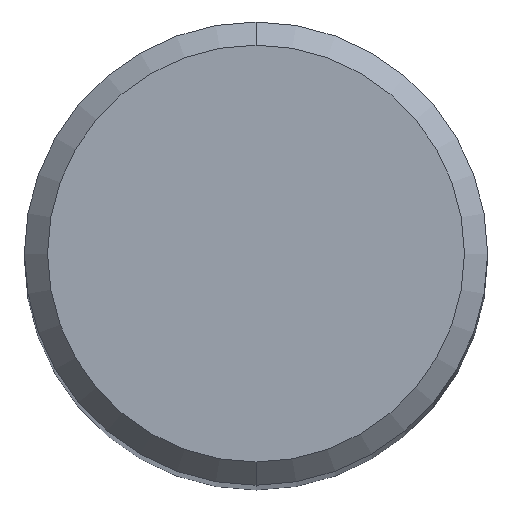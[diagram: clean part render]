
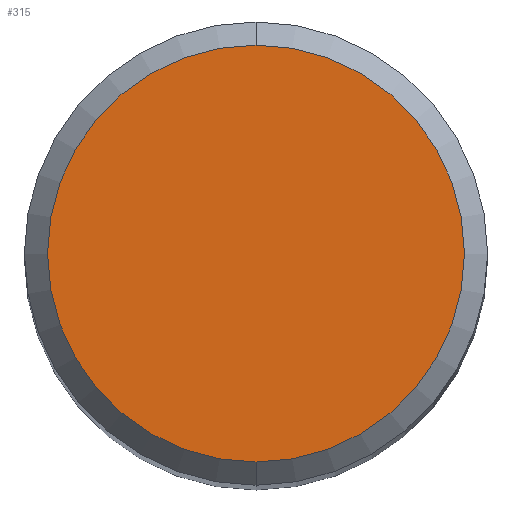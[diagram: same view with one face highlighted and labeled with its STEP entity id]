
A CAD part, top view. The second image highlights one B-rep face of the part: STEP entity #315.
In plain terms, the highlighted planar face has unit normal (0, 0, 1).
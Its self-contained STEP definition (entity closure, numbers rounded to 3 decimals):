
#183=EDGE_CURVE('',#189,#437,#476,.T.);
#189=VERTEX_POINT('',#483);
#227=EDGE_CURVE('',#437,#189,#521,.T.);
#315=ADVANCED_FACE('',(#623),#624,.T.);
#437=VERTEX_POINT('',#756);
#476=CIRCLE('',#793,3.6);
#483=CARTESIAN_POINT('',(0.,-3.6,46.567));
#521=CIRCLE('',#873,3.6);
#623=FACE_OUTER_BOUND('',#1060,.T.);
#624=PLANE('',#1061);
#756=CARTESIAN_POINT('',(0.0,3.6,46.567));
#793=AXIS2_PLACEMENT_3D('',#1436,#1437,#1438);
#873=AXIS2_PLACEMENT_3D('',#1465,#1466,#1467);
#1060=EDGE_LOOP('',(#1604,#1605));
#1061=AXIS2_PLACEMENT_3D('',#1606,#1607,#1608);
#1436=CARTESIAN_POINT('',(0.0,0.0,46.567));
#1437=DIRECTION('',(0.0,0.0,-1.0));
#1438=DIRECTION('',(0.0,1.0,0.0));
#1465=CARTESIAN_POINT('',(0.0,0.0,46.567));
#1466=DIRECTION('',(0.0,0.0,-1.0));
#1467=DIRECTION('',(0.0,1.0,0.0));
#1604=ORIENTED_EDGE('',*,*,#227,.F.);
#1605=ORIENTED_EDGE('',*,*,#183,.F.);
#1606=CARTESIAN_POINT('',(0.0,1.8,46.567));
#1607=DIRECTION('',(-0.0,0.0,1.0));
#1608=DIRECTION('',(0.0,-1.0,0.0));
